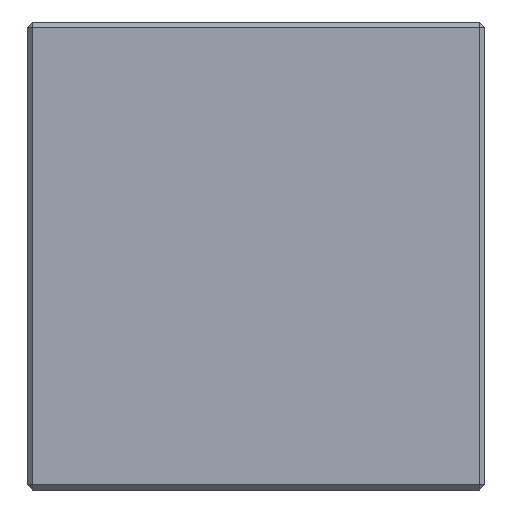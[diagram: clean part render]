
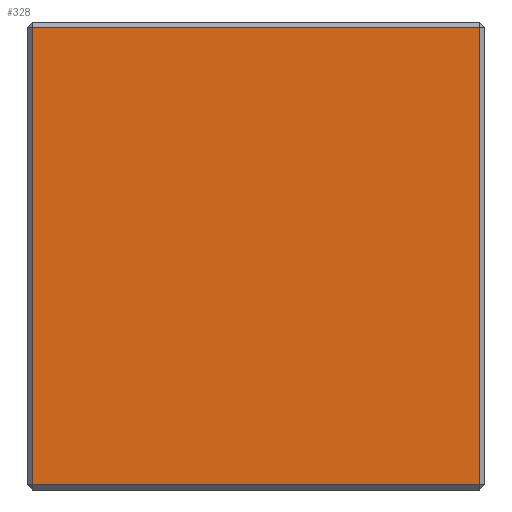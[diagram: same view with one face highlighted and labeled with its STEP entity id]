
A CAD part, left-side view. The second image highlights one B-rep face of the part: STEP entity #328.
In plain terms, the highlighted planar face has unit normal (-1, 0, 0).
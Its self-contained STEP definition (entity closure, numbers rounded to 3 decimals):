
#125=PLANE('',#863);
#166=LINE('',#1238,#214);
#167=LINE('',#1241,#215);
#168=LINE('',#1243,#216);
#169=LINE('',#1245,#217);
#214=VECTOR('',#992,1.);
#215=VECTOR('',#993,1.);
#216=VECTOR('',#994,1.);
#217=VECTOR('',#995,1.);
#328=ADVANCED_FACE('',(#401),#125,.F.);
#401=FACE_OUTER_BOUND('',#441,.T.);
#441=EDGE_LOOP('',(#545,#546,#547,#548));
#545=ORIENTED_EDGE('',*,*,#766,.T.);
#546=ORIENTED_EDGE('',*,*,#767,.T.);
#547=ORIENTED_EDGE('',*,*,#768,.T.);
#548=ORIENTED_EDGE('',*,*,#769,.T.);
#703=VERTEX_POINT('',#1239);
#704=VERTEX_POINT('',#1240);
#705=VERTEX_POINT('',#1242);
#706=VERTEX_POINT('',#1244);
#766=EDGE_CURVE('',#703,#704,#166,.T.);
#767=EDGE_CURVE('',#704,#705,#167,.T.);
#768=EDGE_CURVE('',#705,#706,#168,.T.);
#769=EDGE_CURVE('',#706,#703,#169,.T.);
#863=AXIS2_PLACEMENT_3D('',#1246,#996,#997);
#992=DIRECTION('',(0.,0.,-1.));
#993=DIRECTION('',(0.,-1.,0.));
#994=DIRECTION('',(0.,0.,1.));
#995=DIRECTION('',(0.,1.,0.));
#996=DIRECTION('',(1.,0.,0.));
#997=DIRECTION('',(0.,0.,-1.));
#1238=CARTESIAN_POINT('',(0.,43.,0.));
#1239=CARTESIAN_POINT('',(0.,43.,44.));
#1240=CARTESIAN_POINT('',(0.,43.,-44.));
#1241=CARTESIAN_POINT('',(0.,0.,-44.));
#1242=CARTESIAN_POINT('',(0.,-43.,-44.));
#1243=CARTESIAN_POINT('',(0.,-43.,0.));
#1244=CARTESIAN_POINT('',(0.,-43.,44.));
#1245=CARTESIAN_POINT('',(0.,0.,44.));
#1246=CARTESIAN_POINT('',(0.,0.,0.));
